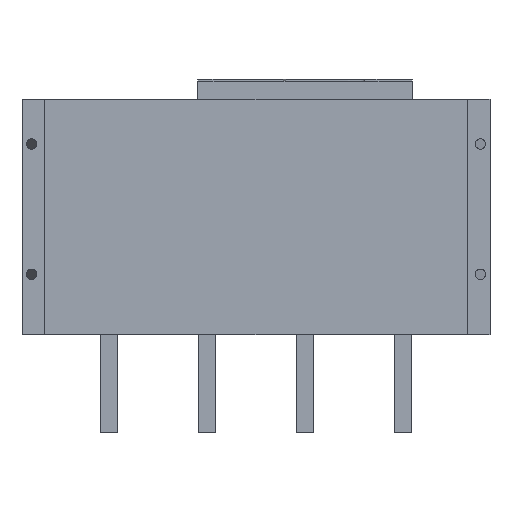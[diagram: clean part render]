
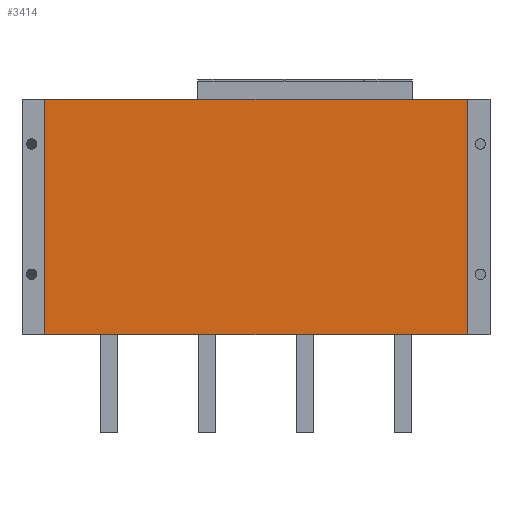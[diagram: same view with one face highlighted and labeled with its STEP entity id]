
A CAD part, front view. The second image highlights one B-rep face of the part: STEP entity #3414.
In plain terms, the highlighted planar face has unit normal (0, -1, 0).
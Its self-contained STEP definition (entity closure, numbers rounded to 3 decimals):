
#337 = ORIENTED_EDGE ( 'NONE', *, *, #17915, .T. ) ;
#372 = EDGE_LOOP ( 'NONE', ( #6880, #14275, #18576, #337 ) ) ;
#905 = CARTESIAN_POINT ( 'NONE',  ( 243.5, 0., -271. ) ) ;
#1152 = FACE_OUTER_BOUND ( 'NONE', #372, .T. ) ;
#3414 = ADVANCED_FACE ( 'NONE', ( #1152 ), #13726, .T. ) ;
#4013 = LINE ( 'NONE', #9672, #18153 ) ;
#4091 = LINE ( 'NONE', #905, #7449 ) ;
#5689 = VERTEX_POINT ( 'NONE', #11828 ) ;
#6145 = CARTESIAN_POINT ( 'NONE',  ( 243.5, 0., 0. ) ) ;
#6880 = ORIENTED_EDGE ( 'NONE', *, *, #19101, .F. ) ;
#7449 = VECTOR ( 'NONE', #15318, 1000. ) ;
#7648 = DIRECTION ( 'NONE',  ( 0., -1., 0. ) ) ;
#7663 = LINE ( 'NONE', #10966, #14059 ) ;
#8651 = VERTEX_POINT ( 'NONE', #6145 ) ;
#9309 = EDGE_CURVE ( 'NONE', #20129, #15078, #4091, .T. ) ;
#9672 = CARTESIAN_POINT ( 'NONE',  ( -243.5, 0., -271. ) ) ;
#10966 = CARTESIAN_POINT ( 'NONE',  ( 243.5, 0., -271. ) ) ;
#11828 = CARTESIAN_POINT ( 'NONE',  ( -243.5, 0., 0. ) ) ;
#12015 = CARTESIAN_POINT ( 'NONE',  ( 243.5, 0., 0. ) ) ;
#13389 = VECTOR ( 'NONE', #18422, 1000. ) ;
#13726 = PLANE ( 'NONE',  #14428 ) ;
#14059 = VECTOR ( 'NONE', #18394, 1000. ) ;
#14275 = ORIENTED_EDGE ( 'NONE', *, *, #14375, .F. ) ;
#14375 = EDGE_CURVE ( 'NONE', #20129, #5689, #4013, .T. ) ;
#14428 = AXIS2_PLACEMENT_3D ( 'NONE', #17237, #7648, #15373 ) ;
#14691 = CARTESIAN_POINT ( 'NONE',  ( 243.5, 0., -271. ) ) ;
#15078 = VERTEX_POINT ( 'NONE', #14691 ) ;
#15318 = DIRECTION ( 'NONE',  ( 1., 0., 0. ) ) ;
#15373 = DIRECTION ( 'NONE',  ( 1., 0., 0. ) ) ;
#16568 = CARTESIAN_POINT ( 'NONE',  ( -243.5, 0., -271. ) ) ;
#17237 = CARTESIAN_POINT ( 'NONE',  ( 243.5, 0., -271. ) ) ;
#17915 = EDGE_CURVE ( 'NONE', #15078, #8651, #7663, .T. ) ;
#18153 = VECTOR ( 'NONE', #20301, 1000. ) ;
#18394 = DIRECTION ( 'NONE',  ( 0., 0., 1. ) ) ;
#18422 = DIRECTION ( 'NONE',  ( 1., 0., 0. ) ) ;
#18576 = ORIENTED_EDGE ( 'NONE', *, *, #9309, .T. ) ;
#19101 = EDGE_CURVE ( 'NONE', #5689, #8651, #19874, .T. ) ;
#19874 = LINE ( 'NONE', #12015, #13389 ) ;
#20129 = VERTEX_POINT ( 'NONE', #16568 ) ;
#20301 = DIRECTION ( 'NONE',  ( 0., 0., 1. ) ) ;
